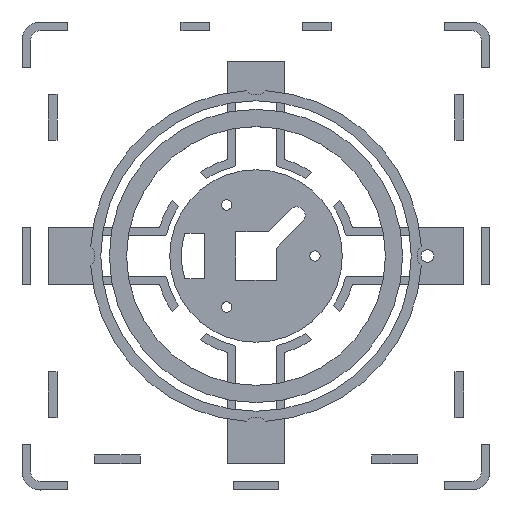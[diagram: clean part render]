
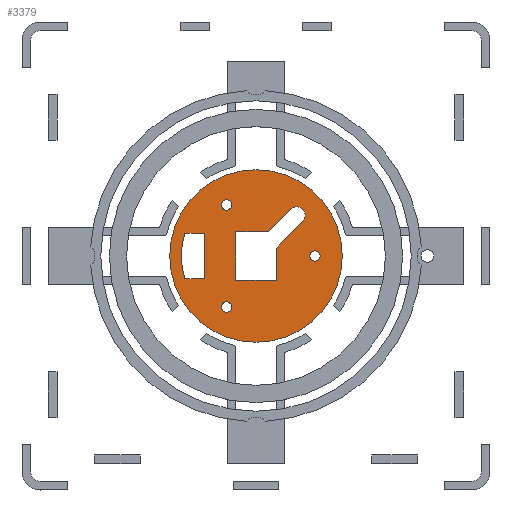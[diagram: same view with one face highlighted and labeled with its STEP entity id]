
A CAD part, top view. The second image highlights one B-rep face of the part: STEP entity #3379.
In plain terms, the highlighted planar face has unit normal (0, 0, 1).
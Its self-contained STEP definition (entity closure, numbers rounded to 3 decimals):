
#17=FACE_BOUND('',#509,.T.);
#18=FACE_BOUND('',#510,.T.);
#19=FACE_BOUND('',#511,.T.);
#20=FACE_BOUND('',#512,.T.);
#21=FACE_BOUND('',#513,.T.);
#64=CIRCLE('',#3638,13.);
#65=CIRCLE('',#3643,0.9);
#67=CIRCLE('',#3646,0.9);
#69=CIRCLE('',#3649,0.9);
#72=CIRCLE('',#3655,1.5);
#73=CIRCLE('',#3661,15.);
#301=FACE_OUTER_BOUND('',#508,.T.);
#508=EDGE_LOOP('',(#2536));
#509=EDGE_LOOP('',(#2537,#2538,#2539,#2540,#2541,#2542,#2543));
#510=EDGE_LOOP('',(#2544));
#511=EDGE_LOOP('',(#2545));
#512=EDGE_LOOP('',(#2546));
#513=EDGE_LOOP('',(#2547,#2548,#2549,#2550));
#755=LINE('',#5139,#1132);
#758=LINE('',#5145,#1135);
#761=LINE('',#5149,#1138);
#767=LINE('',#5175,#1144);
#770=LINE('',#5181,#1147);
#774=LINE('',#5193,#1151);
#777=LINE('',#5199,#1154);
#780=LINE('',#5205,#1157);
#783=LINE('',#5209,#1160);
#1132=VECTOR('',#4156,10.);
#1135=VECTOR('',#4161,10.);
#1138=VECTOR('',#4166,10.);
#1144=VECTOR('',#4192,10.);
#1147=VECTOR('',#4197,10.);
#1151=VECTOR('',#4209,10.);
#1154=VECTOR('',#4214,10.);
#1157=VECTOR('',#4219,10.);
#1160=VECTOR('',#4224,10.);
#1495=VERTEX_POINT('',#5130);
#1496=VERTEX_POINT('',#5132);
#1498=VERTEX_POINT('',#5138);
#1500=VERTEX_POINT('',#5144);
#1501=VERTEX_POINT('',#5151);
#1503=VERTEX_POINT('',#5157);
#1505=VERTEX_POINT('',#5163);
#1509=VERTEX_POINT('',#5172);
#1510=VERTEX_POINT('',#5174);
#1512=VERTEX_POINT('',#5180);
#1514=VERTEX_POINT('',#5186);
#1516=VERTEX_POINT('',#5192);
#1518=VERTEX_POINT('',#5198);
#1520=VERTEX_POINT('',#5204);
#1521=VERTEX_POINT('',#5211);
#1860=EDGE_CURVE('',#1496,#1495,#64,.T.);
#1863=EDGE_CURVE('',#1498,#1496,#755,.T.);
#1866=EDGE_CURVE('',#1500,#1498,#758,.T.);
#1869=EDGE_CURVE('',#1495,#1500,#761,.T.);
#1870=EDGE_CURVE('',#1501,#1501,#65,.T.);
#1873=EDGE_CURVE('',#1503,#1503,#67,.T.);
#1876=EDGE_CURVE('',#1505,#1505,#69,.T.);
#1881=EDGE_CURVE('',#1510,#1509,#767,.T.);
#1884=EDGE_CURVE('',#1512,#1510,#770,.T.);
#1887=EDGE_CURVE('',#1514,#1512,#72,.T.);
#1890=EDGE_CURVE('',#1516,#1514,#774,.T.);
#1893=EDGE_CURVE('',#1518,#1516,#777,.T.);
#1896=EDGE_CURVE('',#1520,#1518,#780,.T.);
#1899=EDGE_CURVE('',#1509,#1520,#783,.T.);
#1900=EDGE_CURVE('',#1521,#1521,#73,.T.);
#2536=ORIENTED_EDGE('',*,*,#1900,.T.);
#2537=ORIENTED_EDGE('',*,*,#1899,.T.);
#2538=ORIENTED_EDGE('',*,*,#1896,.T.);
#2539=ORIENTED_EDGE('',*,*,#1893,.T.);
#2540=ORIENTED_EDGE('',*,*,#1890,.T.);
#2541=ORIENTED_EDGE('',*,*,#1887,.T.);
#2542=ORIENTED_EDGE('',*,*,#1884,.T.);
#2543=ORIENTED_EDGE('',*,*,#1881,.T.);
#2544=ORIENTED_EDGE('',*,*,#1876,.T.);
#2545=ORIENTED_EDGE('',*,*,#1873,.T.);
#2546=ORIENTED_EDGE('',*,*,#1870,.T.);
#2547=ORIENTED_EDGE('',*,*,#1869,.T.);
#2548=ORIENTED_EDGE('',*,*,#1866,.T.);
#2549=ORIENTED_EDGE('',*,*,#1863,.T.);
#2550=ORIENTED_EDGE('',*,*,#1860,.T.);
#3203=PLANE('',#3663);
#3379=ADVANCED_FACE('',(#301,#17,#18,#19,#20,#21),#3203,.T.);
#3638=AXIS2_PLACEMENT_3D('',#5133,#4150,#4151);
#3643=AXIS2_PLACEMENT_3D('',#5152,#4169,#4170);
#3646=AXIS2_PLACEMENT_3D('',#5158,#4176,#4177);
#3649=AXIS2_PLACEMENT_3D('',#5164,#4183,#4184);
#3655=AXIS2_PLACEMENT_3D('',#5187,#4203,#4204);
#3661=AXIS2_PLACEMENT_3D('',#5212,#4227,#4228);
#3663=AXIS2_PLACEMENT_3D('',#5216,#4232,#4233);
#4150=DIRECTION('center_axis',(0.,0.,-1.));
#4151=DIRECTION('ref_axis',(-0.951,0.308,0.));
#4156=DIRECTION('',(-1.,0.,0.));
#4161=DIRECTION('',(0.,-1.,0.));
#4166=DIRECTION('',(1.,0.,0.));
#4169=DIRECTION('center_axis',(0.,0.,-1.));
#4170=DIRECTION('ref_axis',(-1.,0.,0.));
#4176=DIRECTION('center_axis',(0.,0.,-1.));
#4177=DIRECTION('ref_axis',(-1.,0.,0.));
#4183=DIRECTION('center_axis',(0.,0.,-1.));
#4184=DIRECTION('ref_axis',(-1.,0.,0.));
#4192=DIRECTION('',(0.,-1.,0.));
#4197=DIRECTION('',(-0.707,-0.707,0.));
#4203=DIRECTION('center_axis',(0.,0.,-1.));
#4204=DIRECTION('ref_axis',(0.707,-0.707,0.));
#4209=DIRECTION('',(0.707,0.707,0.));
#4214=DIRECTION('',(1.,0.,0.));
#4219=DIRECTION('',(0.,1.,0.));
#4224=DIRECTION('',(-1.,0.,0.));
#4227=DIRECTION('center_axis',(0.,0.,1.));
#4228=DIRECTION('ref_axis',(-1.,0.,0.));
#4232=DIRECTION('center_axis',(0.,0.,1.));
#4233=DIRECTION('ref_axis',(-1.,0.,0.));
#5130=CARTESIAN_POINT('',(-12.369,4.,0.5));
#5132=CARTESIAN_POINT('',(-12.369,-4.,0.5));
#5133=CARTESIAN_POINT('Origin',(0.,0.,
0.5));
#5138=CARTESIAN_POINT('',(-9.,-4.,0.5));
#5139=CARTESIAN_POINT('',(-12.369,-4.,0.5));
#5144=CARTESIAN_POINT('',(-9.,4.,0.5));
#5145=CARTESIAN_POINT('',(-9.,-4.,0.5));
#5149=CARTESIAN_POINT('',(-9.,4.,0.5));
#5151=CARTESIAN_POINT('',(11.151,0.,0.5));
#5152=CARTESIAN_POINT('Origin',(10.251,0.,0.5));
#5157=CARTESIAN_POINT('',(-4.225,8.878,0.5));
#5158=CARTESIAN_POINT('Origin',(-5.125,8.878,0.5));
#5163=CARTESIAN_POINT('',(-4.225,-8.878,0.5));
#5164=CARTESIAN_POINT('Origin',(-5.125,-8.878,0.5));
#5172=CARTESIAN_POINT('',(3.5,-4.25,0.5));
#5174=CARTESIAN_POINT('',(3.5,1.379,0.5));
#5175=CARTESIAN_POINT('',(3.5,-4.25,0.5));
#5180=CARTESIAN_POINT('',(8.132,6.01,0.5));
#5181=CARTESIAN_POINT('',(3.5,1.379,0.5));
#5186=CARTESIAN_POINT('',(6.01,8.132,0.5));
#5187=CARTESIAN_POINT('Origin',(7.071,7.071,0.5));
#5192=CARTESIAN_POINT('',(2.129,4.25,0.5));
#5193=CARTESIAN_POINT('',(6.01,8.132,0.5));
#5198=CARTESIAN_POINT('',(-3.5,4.25,0.5));
#5199=CARTESIAN_POINT('',(2.129,4.25,0.5));
#5204=CARTESIAN_POINT('',(-3.5,-4.25,0.5));
#5205=CARTESIAN_POINT('',(-3.5,4.25,0.5));
#5209=CARTESIAN_POINT('',(-3.5,-4.25,0.5));
#5211=CARTESIAN_POINT('',(15.,0.,0.5));
#5212=CARTESIAN_POINT('Origin',(0.,0.,
0.5));
#5216=CARTESIAN_POINT('Origin',(0.,0.,
0.5));
